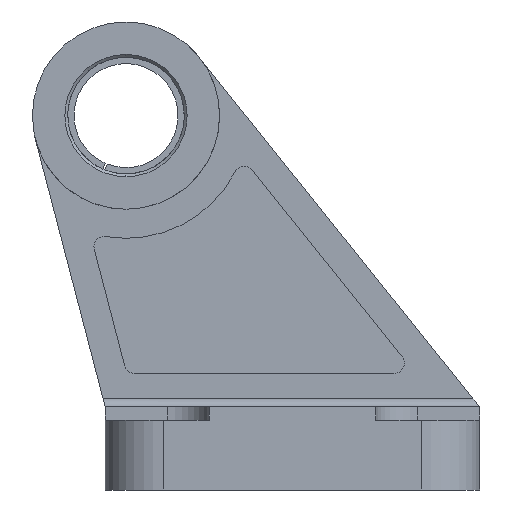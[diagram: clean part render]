
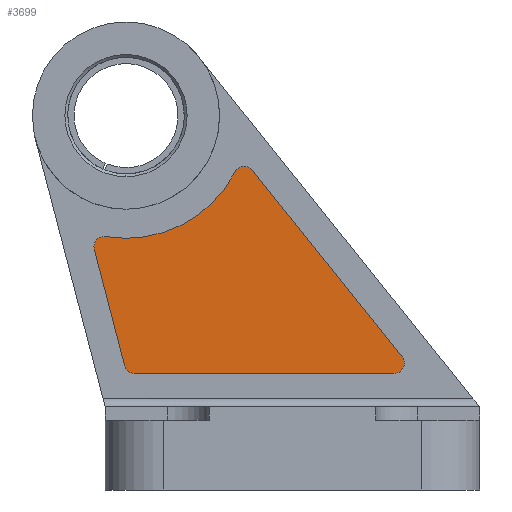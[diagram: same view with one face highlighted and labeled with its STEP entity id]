
A CAD part, left-side view. The second image highlights one B-rep face of the part: STEP entity #3699.
In plain terms, the highlighted planar face has unit normal (-1, 0, 0).
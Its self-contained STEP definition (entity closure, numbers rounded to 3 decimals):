
#104 = DIRECTION ( 'NONE',  ( 0., 0., 1. ) ) ;
#195 = EDGE_CURVE ( 'NONE', #10054, #10347, #349, .T. ) ;
#349 = LINE ( 'NONE', #6086, #9598 ) ;
#552 = DIRECTION ( 'NONE',  ( -1., 0., 0. ) ) ;
#671 = AXIS2_PLACEMENT_3D ( 'NONE', #5247, #5088, #10140 ) ;
#684 = ORIENTED_EDGE ( 'NONE', *, *, #8214, .T. ) ;
#728 = CARTESIAN_POINT ( 'NONE',  ( -10., 45.202, 58.426 ) ) ;
#732 = EDGE_CURVE ( 'NONE', #1559, #6760, #6327, .T. ) ;
#930 = CARTESIAN_POINT ( 'NONE',  ( -10., 9.613, 76.891 ) ) ;
#953 = ORIENTED_EDGE ( 'NONE', *, *, #4377, .T. ) ;
#1066 = DIRECTION ( 'NONE',  ( -1., 0., 0. ) ) ;
#1290 = ORIENTED_EDGE ( 'NONE', *, *, #195, .T. ) ;
#1559 = VERTEX_POINT ( 'NONE', #9345 ) ;
#1674 = CIRCLE ( 'NONE', #10512, 2.5 ) ;
#1744 = AXIS2_PLACEMENT_3D ( 'NONE', #728, #6056, #6964 ) ;
#1888 = ORIENTED_EDGE ( 'NONE', *, *, #2902, .T. ) ;
#2213 = VECTOR ( 'NONE', #3083, 1000. ) ;
#2799 = DIRECTION ( 'NONE',  ( 0., -1., 0. ) ) ;
#2826 = ORIENTED_EDGE ( 'NONE', *, *, #8927, .T. ) ;
#2869 = CARTESIAN_POINT ( 'NONE',  ( -10., 47.621, 57.795 ) ) ;
#2902 = EDGE_CURVE ( 'NONE', #6760, #7989, #8993, .T. ) ;
#3007 = CARTESIAN_POINT ( 'NONE',  ( -10., 45.202, 60.926 ) ) ;
#3048 = CIRCLE ( 'NONE', #671, 2.5 ) ;
#3063 = DIRECTION ( 'NONE',  ( 1., 0., 0. ) ) ;
#3083 = DIRECTION ( 'NONE',  ( 0., -0.252, -0.968 ) ) ;
#3226 = AXIS2_PLACEMENT_3D ( 'NONE', #5901, #5751, #104 ) ;
#3237 = CARTESIAN_POINT ( 'NONE',  ( -10., 11.563, 77.826 ) ) ;
#3314 = EDGE_CURVE ( 'NONE', #10347, #9754, #7164, .T. ) ;
#3358 = VERTEX_POINT ( 'NONE', #5723 ) ;
#3551 = CARTESIAN_POINT ( 'NONE',  ( -10., 37.92, 28. ) ) ;
#3670 = EDGE_CURVE ( 'NONE', #8045, #3898, #7673, .T. ) ;
#3699 = ADVANCED_FACE ( 'NONE', ( #6695 ), #9154, .T. ) ;
#3762 = CARTESIAN_POINT ( 'NONE',  ( -10., 40., 90. ) ) ;
#3898 = VERTEX_POINT ( 'NONE', #3237 ) ;
#4131 = VERTEX_POINT ( 'NONE', #9617 ) ;
#4377 = EDGE_CURVE ( 'NONE', #3358, #10054, #3048, .T. ) ;
#5088 = DIRECTION ( 'NONE',  ( -1., 0., 0. ) ) ;
#5179 = EDGE_CURVE ( 'NONE', #7989, #3358, #10385, .T. ) ;
#5247 = CARTESIAN_POINT ( 'NONE',  ( -10., 37.92, 30.5 ) ) ;
#5450 = DIRECTION ( 'NONE',  ( 0., 0., 1. ) ) ;
#5642 = AXIS2_PLACEMENT_3D ( 'NONE', #8655, #10420, #9218 ) ;
#5682 = DIRECTION ( 'NONE',  ( 0., 0.626, 0.78 ) ) ;
#5699 = ORIENTED_EDGE ( 'NONE', *, *, #9151, .T. ) ;
#5723 = CARTESIAN_POINT ( 'NONE',  ( -10., 40.339, 29.869 ) ) ;
#5751 = DIRECTION ( 'NONE',  ( -1., 0., 0. ) ) ;
#5798 = CARTESIAN_POINT ( 'NONE',  ( -10., 45.202, 58.426 ) ) ;
#5901 = CARTESIAN_POINT ( 'NONE',  ( -10., 40., 90. ) ) ;
#6056 = DIRECTION ( 'NONE',  ( -1., 0., 0. ) ) ;
#6086 = CARTESIAN_POINT ( 'NONE',  ( -10., 39.852, 28. ) ) ;
#6162 = ORIENTED_EDGE ( 'NONE', *, *, #3670, .T. ) ;
#6327 = CIRCLE ( 'NONE', #1744, 2.5 ) ;
#6409 = CIRCLE ( 'NONE', #9124, 29.5 ) ;
#6495 = DIRECTION ( 'NONE',  ( -1., 0., 0. ) ) ;
#6695 = FACE_OUTER_BOUND ( 'NONE', #6925, .T. ) ;
#6760 = VERTEX_POINT ( 'NONE', #3007 ) ;
#6904 = LINE ( 'NONE', #10163, #8613 ) ;
#6925 = EDGE_LOOP ( 'NONE', ( #1290, #8689, #2826, #6162, #684, #5699, #9101, #1888, #7882, #953 ) ) ;
#6964 = DIRECTION ( 'NONE',  ( 0., 0., 1. ) ) ;
#7164 = CIRCLE ( 'NONE', #5642, 2.5 ) ;
#7388 = DIRECTION ( 'NONE',  ( 0., 0., 1. ) ) ;
#7451 = AXIS2_PLACEMENT_3D ( 'NONE', #5798, #6495, #7388 ) ;
#7499 = DIRECTION ( 'NONE',  ( 0., 0., 1. ) ) ;
#7673 = CIRCLE ( 'NONE', #9037, 2.5 ) ;
#7882 = ORIENTED_EDGE ( 'NONE', *, *, #5179, .T. ) ;
#7883 = CARTESIAN_POINT ( 'NONE',  ( -10., 11.563, 75.326 ) ) ;
#7989 = VERTEX_POINT ( 'NONE', #2869 ) ;
#8045 = VERTEX_POINT ( 'NONE', #930 ) ;
#8214 = EDGE_CURVE ( 'NONE', #3898, #4131, #1674, .T. ) ;
#8280 = CARTESIAN_POINT ( 'NONE',  ( -10., -24.398, 28. ) ) ;
#8570 = CARTESIAN_POINT ( 'NONE',  ( -10., 48.666, 61.801 ) ) ;
#8613 = VECTOR ( 'NONE', #5682, 1000. ) ;
#8655 = CARTESIAN_POINT ( 'NONE',  ( -10., -24.398, 30.5 ) ) ;
#8689 = ORIENTED_EDGE ( 'NONE', *, *, #3314, .T. ) ;
#8927 = EDGE_CURVE ( 'NONE', #9754, #8045, #6904, .T. ) ;
#8993 = CIRCLE ( 'NONE', #7451, 2.5 ) ;
#9037 = AXIS2_PLACEMENT_3D ( 'NONE', #9800, #1066, #7499 ) ;
#9101 = ORIENTED_EDGE ( 'NONE', *, *, #732, .T. ) ;
#9124 = AXIS2_PLACEMENT_3D ( 'NONE', #3762, #3063, #9511 ) ;
#9151 = EDGE_CURVE ( 'NONE', #4131, #1559, #6409, .T. ) ;
#9154 = PLANE ( 'NONE',  #3226 ) ;
#9218 = DIRECTION ( 'NONE',  ( 0., 0., 1. ) ) ;
#9345 = CARTESIAN_POINT ( 'NONE',  ( -10., 44.795, 60.892 ) ) ;
#9511 = DIRECTION ( 'NONE',  ( 0., 0., 1. ) ) ;
#9598 = VECTOR ( 'NONE', #2799, 1000. ) ;
#9617 = CARTESIAN_POINT ( 'NONE',  ( -10., 13.784, 76.473 ) ) ;
#9754 = VERTEX_POINT ( 'NONE', #10115 ) ;
#9800 = CARTESIAN_POINT ( 'NONE',  ( -10., 11.563, 75.326 ) ) ;
#10054 = VERTEX_POINT ( 'NONE', #3551 ) ;
#10115 = CARTESIAN_POINT ( 'NONE',  ( -10., -26.348, 32.064 ) ) ;
#10140 = DIRECTION ( 'NONE',  ( 0., 0., 1. ) ) ;
#10163 = CARTESIAN_POINT ( 'NONE',  ( -10., -29.608, 28. ) ) ;
#10347 = VERTEX_POINT ( 'NONE', #8280 ) ;
#10385 = LINE ( 'NONE', #8570, #2213 ) ;
#10420 = DIRECTION ( 'NONE',  ( -1., 0., 0. ) ) ;
#10512 = AXIS2_PLACEMENT_3D ( 'NONE', #7883, #552, #5450 ) ;
